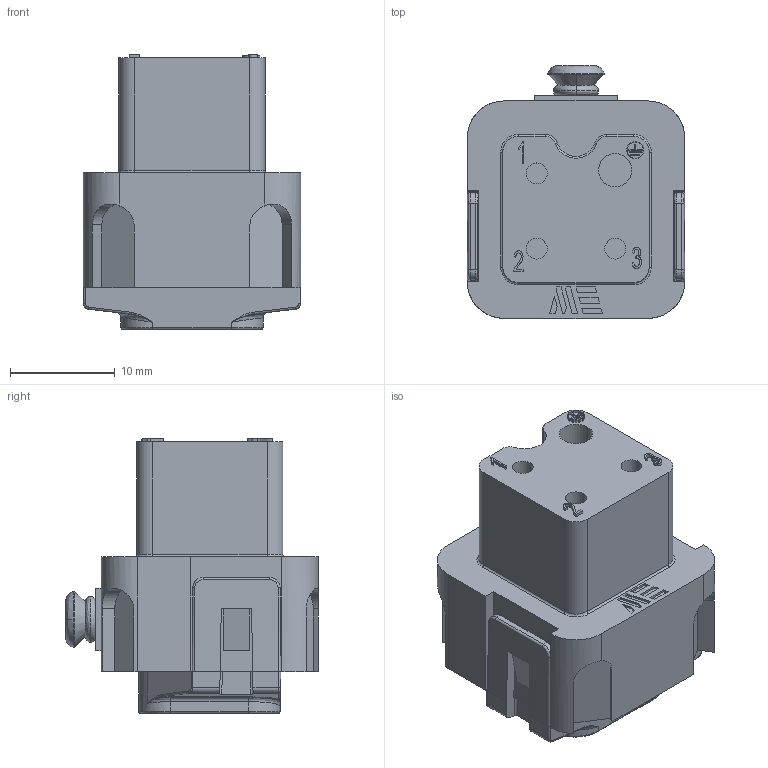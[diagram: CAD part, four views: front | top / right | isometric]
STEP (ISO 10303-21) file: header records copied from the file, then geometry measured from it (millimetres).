
FILE_DESCRIPTION (( 'STEP AP203' ), '1' );
FILE_NAME ('29008.step', '2025-02-12T17:30:49', ( '' ), ( '' ), 'SwSTEP 2.0', 'SolidWorks 2024', '' );
FILE_SCHEMA (( 'CONFIG_CONTROL_DESIGN' ));
Length unit declared in the file: inch
Products named in the file (1): 29008
Bounding box: 20.8 x 24.2 x 26.3 mm (x, y, z)
Volume: 7036.7 mm3; surface area: 3831.1 mm2
Topology: 1 solids, 6 shells, 504 faces, 1270 edges, 797 vertices
Faces by surface type: plane 229, cylinder 135, bspline 94, cone 38, torus 8
Entity records: 17630 total; most frequent: CARTESIAN_POINT 6073, ORIENTED_EDGE 2532, DIRECTION 2212, EDGE_CURVE 1266, VERTEX_POINT 797, AXIS2_PLACEMENT_3D 776, VECTOR 660, LINE 660
